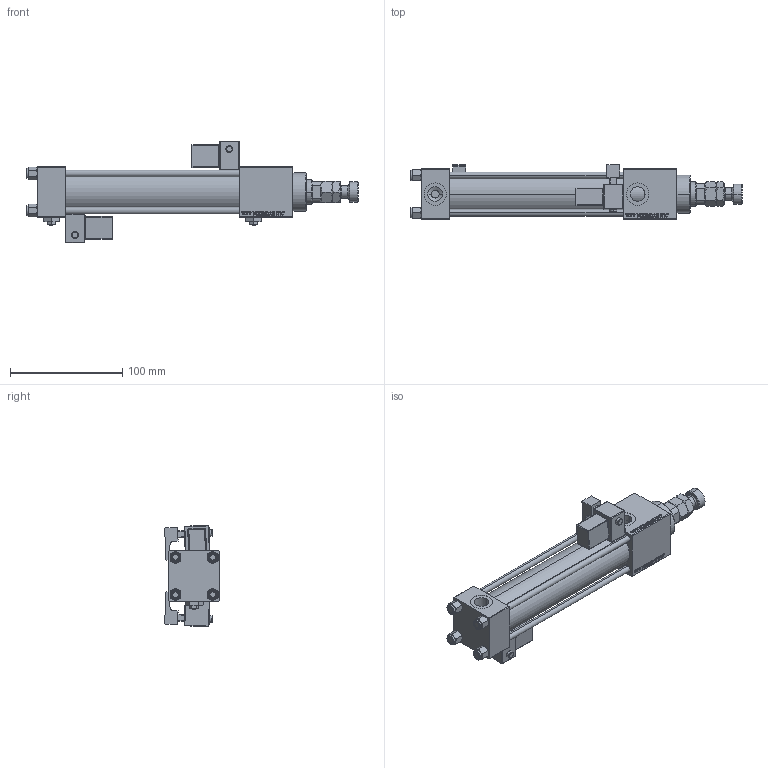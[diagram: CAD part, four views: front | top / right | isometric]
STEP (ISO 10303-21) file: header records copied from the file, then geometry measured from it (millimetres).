
FILE_DESCRIPTION (( 'STEP AP203' ), '1' );
FILE_NAME ('5923.STEP', '2022-04-14T18:55:36', ( '' ), ( '' ), 'SwSTEP 2.0', 'SolidWorks 2019', '' );
FILE_SCHEMA (( 'CONFIG_CONTROL_DESIGN' ));
Length unit declared in the file: millimetre
Products named in the file (9): Zatka_pro_OIL_PORT 95c8ac3ad085a033ab78873f8f07302d; NUT_M5_C 95c8ac3ad085a033ab78873f8f07302d; V215_VC_A 95c8ac3ad085a033ab78873f8f07302d; MFA 95c8ac3ad085a033ab78873f8f07302d; V215CR_VCP_C 95c8ac3ad085a033ab78873f8f07302d; V215CR_MSU 95c8ac3ad085a033ab78873f8f07302d; V215CR_C_Body 95c8ac3ad085a033ab78873f8f07302d; 5923; V215CR_C_TYCINKA 95c8ac3ad085a033ab78873f8f07302d
Assembly tree (16 placements, depth 2):
  5923
    V215CR_C_Body 95c8ac3ad085a033ab78873f8f07302d
    V215CR_VCP_C 95c8ac3ad085a033ab78873f8f07302d
    NUT_M5_C 95c8ac3ad085a033ab78873f8f07302d  x4
    V215CR_C_TYCINKA 95c8ac3ad085a033ab78873f8f07302d  x4
    V215_VC_A 95c8ac3ad085a033ab78873f8f07302d
    MFA 95c8ac3ad085a033ab78873f8f07302d
    V215CR_MSU 95c8ac3ad085a033ab78873f8f07302d  x2
    Zatka_pro_OIL_PORT 95c8ac3ad085a033ab78873f8f07302d  x2
Bounding box: 296 x 48.72 x 90.31 mm (x, y, z)
Volume: 343289.4 mm3; surface area: 126372.2 mm2
Topology: 16 solids, 16 shells, 1464 faces, 3594 edges, 2269 vertices
Faces by surface type: plane 652, bspline 392, cone 206, cylinder 166, torus 24, sphere 24
Entity records: 56279 total; most frequent: CARTESIAN_POINT 28636, ORIENTED_EDGE 6094, DIRECTION 4179, EDGE_CURVE 3047, VERTEX_POINT 1967, VECTOR 1769, LINE 1769, EDGE_LOOP 1364
